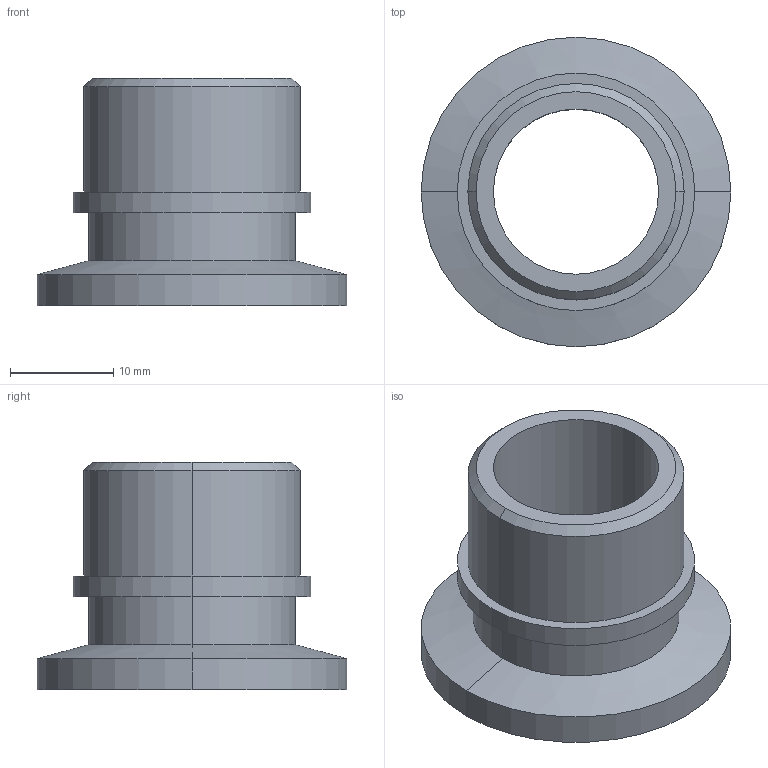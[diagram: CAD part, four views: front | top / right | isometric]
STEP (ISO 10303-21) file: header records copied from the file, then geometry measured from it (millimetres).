
FILE_DESCRIPTION (( 'STEP AP214' ), '1' );
FILE_NAME ('MINT032-K-107.ipt.STEP', '2025-02-26T10:18:28', ( '' ), ( '' ), 'SwSTEP 2.0', 'SolidWorks 2025', '' );
FILE_SCHEMA (( 'AUTOMOTIVE_DESIGN' ));
Length unit declared in the file: millimetre
Products named in the file (1): MINT032-K-107.ipt
Bounding box: 30 x 30 x 22 mm (x, y, z)
Volume: 4353.5 mm3; surface area: 3755.9 mm2
Topology: 1 solids, 1 shells, 21 faces, 42 edges, 26 vertices
Faces by surface type: cylinder 12, plane 5, cone 4
Entity records: 581 total; most frequent: DIRECTION 112, CARTESIAN_POINT 90, ORIENTED_EDGE 84, AXIS2_PLACEMENT_3D 48, EDGE_CURVE 42, CIRCLE 26, EDGE_LOOP 26, VERTEX_POINT 26
